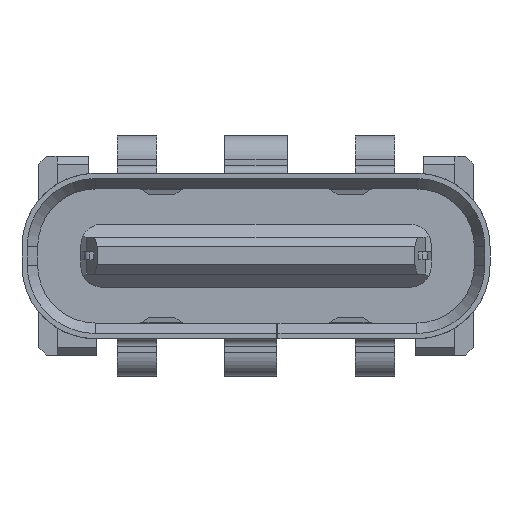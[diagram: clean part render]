
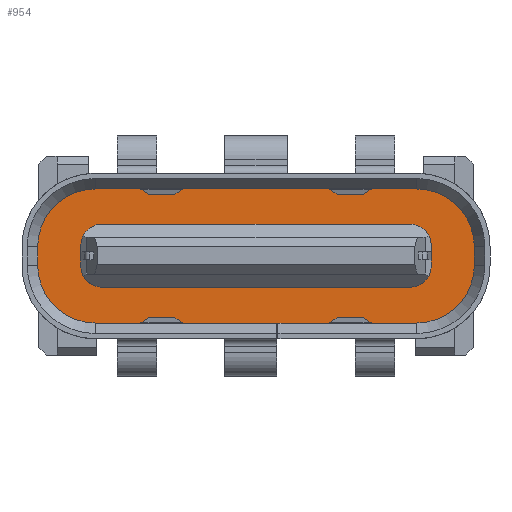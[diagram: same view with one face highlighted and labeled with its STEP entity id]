
A CAD part, front view. The second image highlights one B-rep face of the part: STEP entity #954.
In plain terms, the highlighted planar face has unit normal (0, -1, 0).
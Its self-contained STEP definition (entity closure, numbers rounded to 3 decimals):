
#366=FACE_BOUND('',#2590,.T.);
#367=FACE_BOUND('',#2591,.T.);
#954=ADVANCED_FACE('',(#366,#367),#1401,.F.);
#1401=PLANE('',#12523);
#2590=EDGE_LOOP('',(#8552,#8553,#8554,#8555,#8556,#8557,#8558,#8559));
#2591=EDGE_LOOP('',(#8560,#8561,#8562,#8563,#8564,#8565,#8566,#8567,#8568,
#8569));
#3131=LINE('',#17527,#4419);
#3225=LINE('',#17807,#4513);
#3228=LINE('',#17813,#4516);
#3424=LINE('',#18412,#4716);
#3548=LINE('',#18825,#4844);
#3549=LINE('',#18828,#4845);
#3874=LINE('',#19606,#5170);
#3877=LINE('',#19614,#5173);
#3880=LINE('',#19622,#5176);
#3882=LINE('',#19628,#5178);
#4419=VECTOR('',#13813,1.);
#4513=VECTOR('',#14029,1.);
#4516=VECTOR('',#14034,1.);
#4716=VECTOR('',#14518,1.);
#4844=VECTOR('',#14846,1.);
#4845=VECTOR('',#14851,1.);
#5170=VECTOR('',#15486,1.);
#5173=VECTOR('',#15495,1.);
#5176=VECTOR('',#15504,1.);
#5178=VECTOR('',#15512,1.);
#8552=ORIENTED_EDGE('',*,*,#11399,.F.);
#8553=ORIENTED_EDGE('',*,*,#11397,.F.);
#8554=ORIENTED_EDGE('',*,*,#11396,.T.);
#8555=ORIENTED_EDGE('',*,*,#11394,.T.);
#8556=ORIENTED_EDGE('',*,*,#11392,.F.);
#8557=ORIENTED_EDGE('',*,*,#11390,.F.);
#8558=ORIENTED_EDGE('',*,*,#11388,.T.);
#8559=ORIENTED_EDGE('',*,*,#11386,.T.);
#8560=ORIENTED_EDGE('',*,*,#10878,.T.);
#8561=ORIENTED_EDGE('',*,*,#10596,.T.);
#8562=ORIENTED_EDGE('',*,*,#11028,.T.);
#8563=ORIENTED_EDGE('',*,*,#10489,.T.);
#8564=ORIENTED_EDGE('',*,*,#11029,.T.);
#8565=ORIENTED_EDGE('',*,*,#10635,.T.);
#8566=ORIENTED_EDGE('',*,*,#10631,.T.);
#8567=ORIENTED_EDGE('',*,*,#10638,.T.);
#8568=ORIENTED_EDGE('',*,*,#10628,.T.);
#8569=ORIENTED_EDGE('',*,*,#10600,.T.);
#9132=VERTEX_POINT('',#17526);
#9133=VERTEX_POINT('',#17528);
#9226=VERTEX_POINT('',#17742);
#9227=VERTEX_POINT('',#17743);
#9230=VERTEX_POINT('',#17751);
#9231=VERTEX_POINT('',#17752);
#9258=VERTEX_POINT('',#17808);
#9260=VERTEX_POINT('',#17814);
#9261=VERTEX_POINT('',#17815);
#9264=VERTEX_POINT('',#17823);
#9694=VERTEX_POINT('',#19603);
#9695=VERTEX_POINT('',#19605);
#9696=VERTEX_POINT('',#19609);
#9697=VERTEX_POINT('',#19613);
#9698=VERTEX_POINT('',#19617);
#9699=VERTEX_POINT('',#19621);
#9700=VERTEX_POINT('',#19625);
#9701=VERTEX_POINT('',#19629);
#10489=EDGE_CURVE('',#9133,#9132,#3131,.T.);
#10596=EDGE_CURVE('',#9226,#9227,#11573,.T.);
#10600=EDGE_CURVE('',#9230,#9231,#11575,.T.);
#10628=EDGE_CURVE('',#9258,#9230,#3225,.T.);
#10631=EDGE_CURVE('',#9260,#9261,#3228,.T.);
#10635=EDGE_CURVE('',#9264,#9260,#11585,.T.);
#10638=EDGE_CURVE('',#9261,#9258,#11587,.T.);
#10878=EDGE_CURVE('',#9231,#9226,#3424,.T.);
#11028=EDGE_CURVE('',#9227,#9133,#3548,.T.);
#11029=EDGE_CURVE('',#9132,#9264,#3549,.T.);
#11386=EDGE_CURVE('',#9694,#9695,#3874,.T.);
#11388=EDGE_CURVE('',#9696,#9694,#11670,.T.);
#11390=EDGE_CURVE('',#9696,#9697,#3877,.T.);
#11392=EDGE_CURVE('',#9697,#9698,#11671,.T.);
#11394=EDGE_CURVE('',#9699,#9698,#3880,.T.);
#11396=EDGE_CURVE('',#9700,#9699,#11672,.T.);
#11397=EDGE_CURVE('',#9700,#9701,#3882,.T.);
#11399=EDGE_CURVE('',#9701,#9695,#11673,.T.);
#11573=CIRCLE('',#12097,1.1);
#11575=CIRCLE('',#12100,1.1);
#11585=CIRCLE('',#12113,1.1);
#11587=CIRCLE('',#12116,1.1);
#11670=CIRCLE('',#12512,0.4);
#11671=CIRCLE('',#12515,0.4);
#11672=CIRCLE('',#12518,0.4);
#11673=CIRCLE('',#12521,0.4);
#12097=AXIS2_PLACEMENT_3D('',#17741,#13981,#13982);
#12100=AXIS2_PLACEMENT_3D('',#17750,#13989,#13990);
#12113=AXIS2_PLACEMENT_3D('',#17822,#14040,#14041);
#12116=AXIS2_PLACEMENT_3D('',#17828,#14047,#14048);
#12512=AXIS2_PLACEMENT_3D('',#19610,#15490,#15491);
#12515=AXIS2_PLACEMENT_3D('',#19618,#15499,#15500);
#12518=AXIS2_PLACEMENT_3D('',#19626,#15508,#15509);
#12521=AXIS2_PLACEMENT_3D('',#19632,#15516,#15517);
#12523=AXIS2_PLACEMENT_3D('',#19634,#15520,#15521);
#13813=DIRECTION('',(1.,0.,0.));
#13981=DIRECTION('',(0.,-1.,0.));
#13982=DIRECTION('',(0.,0.,-1.));
#13989=DIRECTION('',(0.,-1.,0.));
#13990=DIRECTION('',(0.,0.,-1.));
#14029=DIRECTION('',(-1.,0.,0.));
#14034=DIRECTION('',(0.,0.,1.));
#14040=DIRECTION('',(0.,-1.,0.));
#14041=DIRECTION('',(0.,0.,-1.));
#14047=DIRECTION('',(0.,-1.,0.));
#14048=DIRECTION('',(0.,0.,-1.));
#14518=DIRECTION('',(0.,0.,-1.));
#14846=DIRECTION('',(1.,0.,0.));
#14851=DIRECTION('',(1.,0.,0.));
#15486=DIRECTION('',(0.,0.,1.));
#15490=DIRECTION('',(0.,1.,0.));
#15491=DIRECTION('',(0.,0.,-1.));
#15495=DIRECTION('',(1.,0.,0.));
#15499=DIRECTION('',(0.,-1.,0.));
#15500=DIRECTION('',(0.,0.,-1.));
#15504=DIRECTION('',(0.,0.,-1.));
#15508=DIRECTION('',(0.,1.,0.));
#15509=DIRECTION('',(0.,0.,1.));
#15512=DIRECTION('',(-1.,0.,0.));
#15516=DIRECTION('',(0.,-1.,0.));
#15517=DIRECTION('',(0.,0.,1.));
#15520=DIRECTION('',(0.,1.,0.));
#15521=DIRECTION('',(-1.,0.,0.));
#17526=CARTESIAN_POINT('',(0.02,4.551,0.3));
#17527=CARTESIAN_POINT('',(0.,4.551,0.3));
#17528=CARTESIAN_POINT('',(0.,4.551,0.3));
#17741=CARTESIAN_POINT('',(-3.47,4.551,1.4));
#17742=CARTESIAN_POINT('',(-4.57,4.551,1.4));
#17743=CARTESIAN_POINT('',(-3.47,4.551,0.3));
#17750=CARTESIAN_POINT('',(-3.47,4.551,1.76));
#17751=CARTESIAN_POINT('',(-3.47,4.551,2.86));
#17752=CARTESIAN_POINT('',(-4.57,4.551,1.76));
#17807=CARTESIAN_POINT('',(2.67,4.551,2.86));
#17808=CARTESIAN_POINT('',(2.67,4.551,2.86));
#17813=CARTESIAN_POINT('',(3.77,4.551,1.4));
#17814=CARTESIAN_POINT('',(3.77,4.551,1.4));
#17815=CARTESIAN_POINT('',(3.77,4.551,1.76));
#17822=CARTESIAN_POINT('',(2.67,4.551,1.4));
#17823=CARTESIAN_POINT('',(2.67,4.551,0.3));
#17828=CARTESIAN_POINT('',(2.67,4.551,1.76));
#18412=CARTESIAN_POINT('',(-4.57,4.551,1.76));
#18825=CARTESIAN_POINT('',(0.,4.551,0.3));
#18828=CARTESIAN_POINT('',(0.,4.551,0.3));
#19603=CARTESIAN_POINT('',(-3.745,4.551,1.385));
#19605=CARTESIAN_POINT('',(-3.745,4.551,1.785));
#19606=CARTESIAN_POINT('',(-3.745,4.551,1.385));
#19609=CARTESIAN_POINT('',(-3.345,4.551,0.985));
#19610=CARTESIAN_POINT('',(-3.345,4.551,1.385));
#19613=CARTESIAN_POINT('',(2.545,4.551,0.985));
#19614=CARTESIAN_POINT('',(-3.345,4.551,0.985));
#19617=CARTESIAN_POINT('',(2.945,4.551,1.385));
#19618=CARTESIAN_POINT('',(2.545,4.551,1.385));
#19621=CARTESIAN_POINT('',(2.945,4.551,1.785));
#19622=CARTESIAN_POINT('',(2.945,4.551,1.785));
#19625=CARTESIAN_POINT('',(2.545,4.551,2.185));
#19626=CARTESIAN_POINT('',(2.545,4.551,1.785));
#19628=CARTESIAN_POINT('',(2.545,4.551,2.185));
#19629=CARTESIAN_POINT('',(-3.345,4.551,2.185));
#19632=CARTESIAN_POINT('',(-3.345,4.551,1.785));
#19634=CARTESIAN_POINT('',(-2.013,4.551,0.762));
